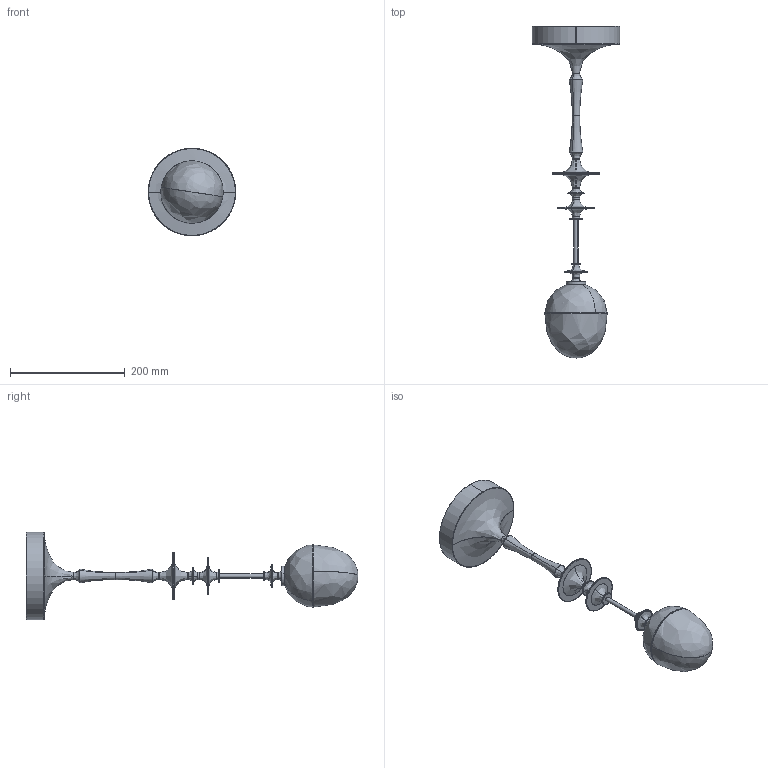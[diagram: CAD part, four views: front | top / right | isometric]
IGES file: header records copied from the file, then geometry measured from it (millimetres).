
Start section: SolidWorks IGES file using analytic representation for surfaces
Global section: file name: RUEPC1.IGS; native system: SolidWorks 2022; preprocessor: SolidWorks 2022; author: Tyler Hayes; date: 240312.161933; units: inch
Bounding box: 152.4 x 579.08 x 152.4 mm (x, y, z)
Surface area: 193185.4 mm2 (no closed solid volume)
Topology: 0 solids, 0 shells, 308 faces, 3966 edges, 3964 vertices
Faces by surface type: bspline 212, revolution 96
